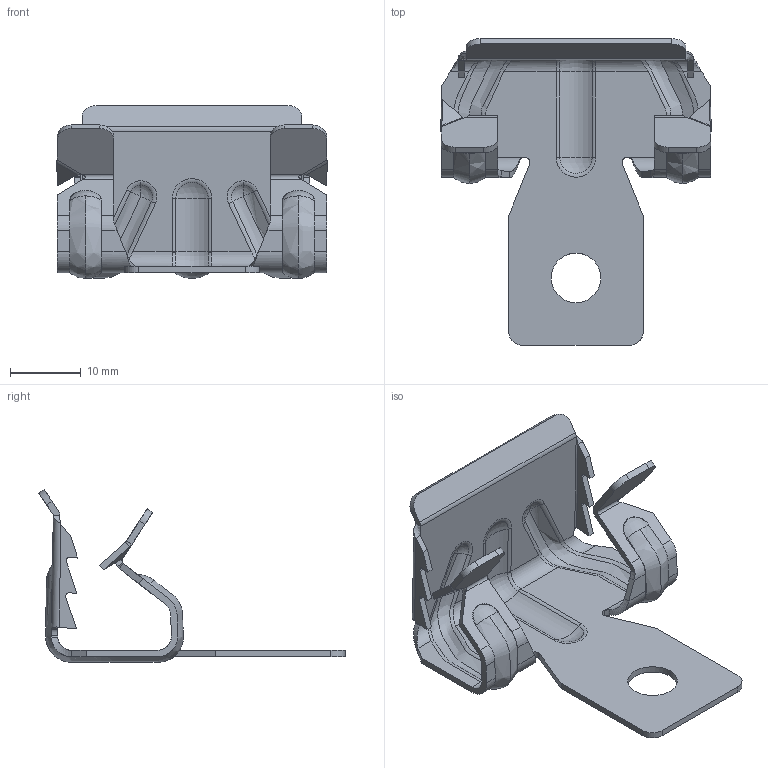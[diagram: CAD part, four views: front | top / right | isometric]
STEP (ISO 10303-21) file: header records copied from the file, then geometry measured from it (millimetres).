
FILE_DESCRIPTION (( 'STEP AP214' ), '1' );
FILE_NAME ('1483605.STP', '2017-03-28T07:35:06', ( '' ), ( '' ), 'SwSTEP 2.0', 'SolidWorks 2016', '' );
FILE_SCHEMA (( 'AUTOMOTIVE_DESIGN' ));
Length unit declared in the file: millimetre
Products named in the file (1): 1483605
Bounding box: 38.15 x 43.17 x 24.37 mm (x, y, z)
Volume: 1997.7 mm3; surface area: 4800.2 mm2
Topology: 1 solids, 1 shells, 231 faces, 601 edges, 364 vertices
Faces by surface type: cylinder 77, plane 74, bspline 40, torus 32, sphere 8
Entity records: 18396 total; most frequent: CARTESIAN_POINT 13425, ORIENTED_EDGE 1178, DIRECTION 778, EDGE_CURVE 589, VERTEX_POINT 362, B_SPLINE_CURVE_WITH_KNOTS 260, VECTOR 260, LINE 260
